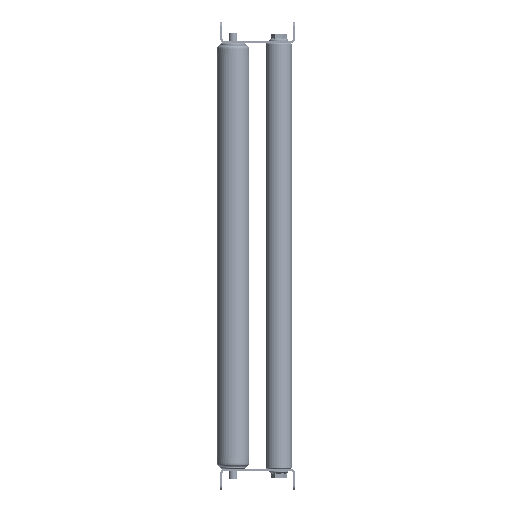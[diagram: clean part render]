
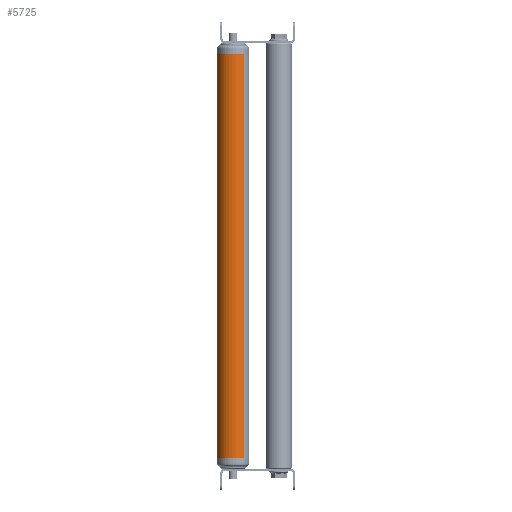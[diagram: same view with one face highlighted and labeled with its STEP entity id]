
A CAD part, left-side view. The second image highlights one B-rep face of the part: STEP entity #5725.
In plain terms, the highlighted cylindrical face has radius 15 mm (diameter 30 mm), a partial arc.
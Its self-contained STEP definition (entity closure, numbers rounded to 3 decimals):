
#273 = LINE ( 'NONE', #1989, #20881 ) ;
#501 = EDGE_CURVE ( 'NONE', #10780, #12205, #273, .T. ) ;
#1989 = CARTESIAN_POINT ( 'NONE',  ( 380., 0., -15. ) ) ;
#2697 = FACE_OUTER_BOUND ( 'NONE', #8033, .T. ) ;
#4963 = DIRECTION ( 'NONE',  ( 1., 0., 0. ) ) ;
#5081 = CARTESIAN_POINT ( 'NONE',  ( 380., 0., -15. ) ) ;
#5204 = CARTESIAN_POINT ( 'NONE',  ( 380., 0., 0. ) ) ;
#5725 = ADVANCED_FACE ( 'NONE', ( #2697 ), #10449, .T. ) ;
#6144 = DIRECTION ( 'NONE',  ( -1., 0., 0. ) ) ;
#7000 = AXIS2_PLACEMENT_3D ( 'NONE', #5204, #4963, #8771 ) ;
#7490 = VERTEX_POINT ( 'NONE', #8790 ) ;
#7871 = CARTESIAN_POINT ( 'NONE',  ( 380., 0., 15. ) ) ;
#8033 = EDGE_LOOP ( 'NONE', ( #11836, #15329, #21823, #22509 ) ) ;
#8137 = AXIS2_PLACEMENT_3D ( 'NONE', #14883, #22414, #18347 ) ;
#8231 = LINE ( 'NONE', #7871, #16778 ) ;
#8771 = DIRECTION ( 'NONE',  ( 0., 0., -1. ) ) ;
#8790 = CARTESIAN_POINT ( 'NONE',  ( 380., 0., 15. ) ) ;
#10204 = DIRECTION ( 'NONE',  ( -1., 0., 0. ) ) ;
#10449 = CYLINDRICAL_SURFACE ( 'NONE', #20826, 15. ) ;
#10746 = EDGE_CURVE ( 'NONE', #7490, #10780, #17651, .T. ) ;
#10780 = VERTEX_POINT ( 'NONE', #5081 ) ;
#11836 = ORIENTED_EDGE ( 'NONE', *, *, #501, .F. ) ;
#12205 = VERTEX_POINT ( 'NONE', #13894 ) ;
#13894 = CARTESIAN_POINT ( 'NONE',  ( 0., 0., -15. ) ) ;
#14883 = CARTESIAN_POINT ( 'NONE',  ( 0., 0., 0. ) ) ;
#15329 = ORIENTED_EDGE ( 'NONE', *, *, #10746, .F. ) ;
#15816 = CARTESIAN_POINT ( 'NONE',  ( 0., 0., 15. ) ) ;
#16778 = VECTOR ( 'NONE', #6144, 1000. ) ;
#17588 = DIRECTION ( 'NONE',  ( -1., 0., 0. ) ) ;
#17597 = VERTEX_POINT ( 'NONE', #15816 ) ;
#17651 = CIRCLE ( 'NONE', #7000, 15. ) ;
#17972 = DIRECTION ( 'NONE',  ( 0., 0., 1. ) ) ;
#18347 = DIRECTION ( 'NONE',  ( 0., 0., -1. ) ) ;
#20089 = EDGE_CURVE ( 'NONE', #7490, #17597, #8231, .T. ) ;
#20495 = EDGE_CURVE ( 'NONE', #17597, #12205, #24293, .T. ) ;
#20826 = AXIS2_PLACEMENT_3D ( 'NONE', #23637, #10204, #17972 ) ;
#20881 = VECTOR ( 'NONE', #17588, 1000. ) ;
#21823 = ORIENTED_EDGE ( 'NONE', *, *, #20089, .T. ) ;
#22414 = DIRECTION ( 'NONE',  ( 1., 0., 0. ) ) ;
#22509 = ORIENTED_EDGE ( 'NONE', *, *, #20495, .T. ) ;
#23637 = CARTESIAN_POINT ( 'NONE',  ( 380., 0., 0. ) ) ;
#24293 = CIRCLE ( 'NONE', #8137, 15. ) ;
